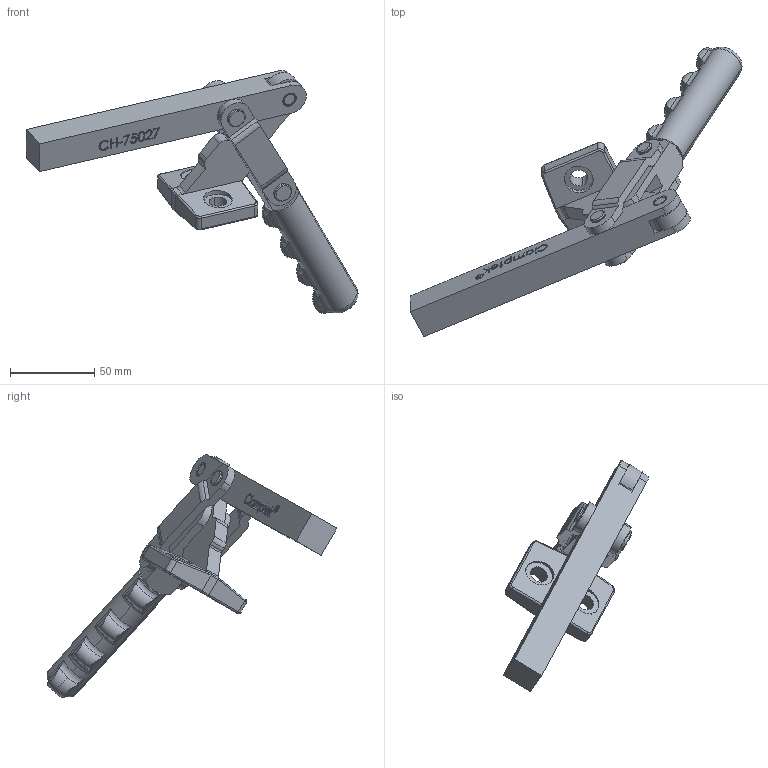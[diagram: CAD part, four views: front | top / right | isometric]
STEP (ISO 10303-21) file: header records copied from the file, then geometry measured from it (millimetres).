
FILE_DESCRIPTION (( 'STEP AP203' ), '1' );
FILE_NAME ('CH-75027.STEP', '2017-12-09T06:08:23', ( 'Windows' ), ( 'Microsoft' ), 'SwSTEP 2.0', 'SolidWorks 2015', '' );
FILE_SCHEMA (( 'CONFIG_CONTROL_DESIGN' ));
Length unit declared in the file: millimetre
Products named in the file (8): 忒參杶; dizuo; CH-75027; 揤參; 忒參; 蟀裝; 种; 妗穩隊
Assembly tree (10 placements, depth 2):
  CH-75027
    揤參
    忒參
    蟀裝  x2
    种  x2
    妗穩隊  x2
    忒參杶
    dizuo
Bounding box: 197.21 x 172.25 x 144.28 mm (x, y, z)
Volume: 167841.6 mm3; surface area: 64222.7 mm2
Topology: 10 solids, 10 shells, 1503 faces, 4268 edges, 2814 vertices
Faces by surface type: plane 930, cylinder 373, bspline 87, torus 70, cone 43
Entity records: 38062 total; most frequent: CARTESIAN_POINT 12533, ORIENTED_EDGE 5410, DIRECTION 4865, EDGE_CURVE 2705, VERTEX_POINT 1778, AXIS2_PLACEMENT_3D 1676, LINE 1513, VECTOR 1513
